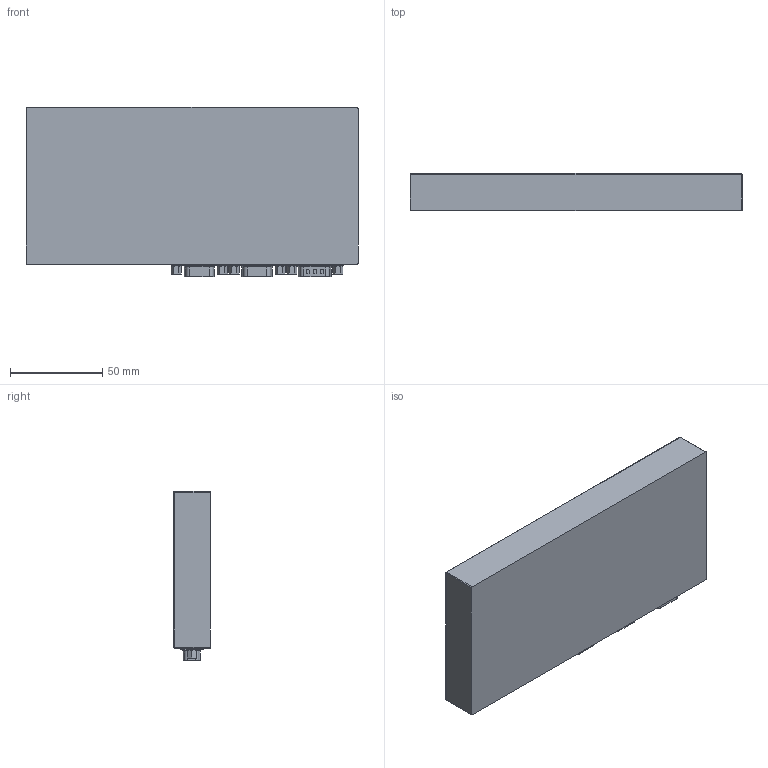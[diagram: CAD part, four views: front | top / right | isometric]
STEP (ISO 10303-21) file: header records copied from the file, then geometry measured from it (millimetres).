
FILE_DESCRIPTION (( 'STEP AP214' ), '1' );
FILE_NAME ('LCVS-12.STEP', '2012-11-08T21:30:08', ( 'x' ), ( '' ), 'SwSTEP 2.0', 'SolidWorks 2012', '' );
FILE_SCHEMA (( 'AUTOMOTIVE_DESIGN' ));
Length unit declared in the file: inch
Products named in the file (5): 1AJ10-005_1AJ10-010; SDH15S; SDH15P_Supplier Connector; LCVS-12
Assembly tree (10 placements, depth 2):
  LCVS-12
    LCVS-12
    SDH15P_Supplier Connector
    SDH15S  x2
    1AJ10-005_1AJ10-010  x6
Bounding box: 179.98 x 19.99 x 91.87 mm (x, y, z)
Volume: 310700 mm3; surface area: 48188.6 mm2
Topology: 10 solids, 10 shells, 1547 faces, 3874 edges, 2476 vertices
Faces by surface type: plane 775, cylinder 360, bspline 171, torus 159, cone 48, sphere 34
Entity records: 51710 total; most frequent: CARTESIAN_POINT 16768, ORIENTED_EDGE 5202, DIRECTION 4648, EDGE_CURVE 2601, LINE 1720, VECTOR 1720, VERTEX_POINT 1689, AXIS2_PLACEMENT_3D 1464
